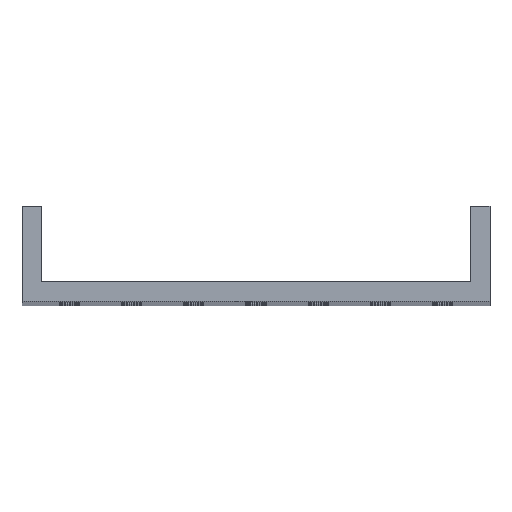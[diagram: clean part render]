
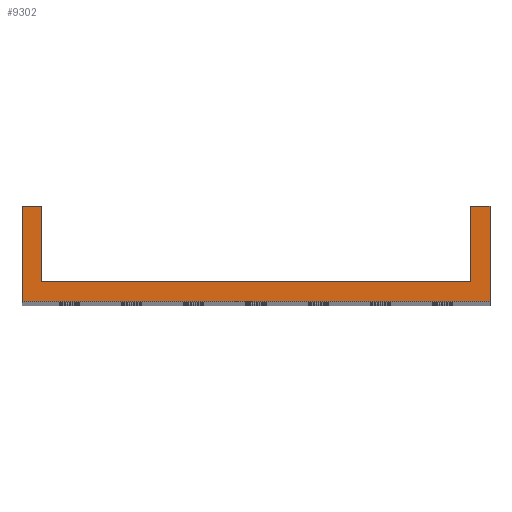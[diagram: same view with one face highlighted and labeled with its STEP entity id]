
A CAD part, top view. The second image highlights one B-rep face of the part: STEP entity #9302.
In plain terms, the highlighted planar face has unit normal (0, 0, 1).
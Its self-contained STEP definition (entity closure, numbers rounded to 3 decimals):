
#24 = VERTEX_POINT('',#25);
#25 = CARTESIAN_POINT('',(-38.15,0.,403.));
#32 = PLANE('',#33);
#33 = AXIS2_PLACEMENT_3D('',#34,#35,#36);
#34 = CARTESIAN_POINT('',(-38.15,0.,0.));
#35 = DIRECTION('',(0.,1.,0.));
#36 = DIRECTION('',(1.,0.,0.));
#44 = PLANE('',#45);
#45 = AXIS2_PLACEMENT_3D('',#46,#47,#48);
#46 = CARTESIAN_POINT('',(-38.15,15.5,0.));
#47 = DIRECTION('',(1.,0.,0.));
#48 = DIRECTION('',(0.,-1.,0.));
#56 = EDGE_CURVE('',#24,#57,#59,.T.);
#57 = VERTEX_POINT('',#58);
#58 = CARTESIAN_POINT('',(38.15,0.,403.));
#59 = SURFACE_CURVE('',#60,(#64,#71),.PCURVE_S1.);
#60 = LINE('',#61,#62);
#61 = CARTESIAN_POINT('',(-38.15,0.,403.));
#62 = VECTOR('',#63,1.);
#63 = DIRECTION('',(1.,0.,0.));
#64 = PCURVE('',#32,#65);
#65 = DEFINITIONAL_REPRESENTATION('',(#66),#70);
#66 = LINE('',#67,#68);
#67 = CARTESIAN_POINT('',(0.,-403.));
#68 = VECTOR('',#69,1.);
#69 = DIRECTION('',(1.,0.));
#70 = ( GEOMETRIC_REPRESENTATION_CONTEXT(2) 
PARAMETRIC_REPRESENTATION_CONTEXT() REPRESENTATION_CONTEXT('2D SPACE',''
  ) );
#71 = PCURVE('',#72,#77);
#72 = PLANE('',#73);
#73 = AXIS2_PLACEMENT_3D('',#74,#75,#76);
#74 = CARTESIAN_POINT('',(-38.15,0.,403.));
#75 = DIRECTION('',(0.,0.,-1.));
#76 = DIRECTION('',(-1.,0.,0.));
#77 = DEFINITIONAL_REPRESENTATION('',(#78),#82);
#78 = LINE('',#79,#80);
#79 = CARTESIAN_POINT('',(0.,0.));
#80 = VECTOR('',#81,1.);
#81 = DIRECTION('',(-1.,0.));
#82 = ( GEOMETRIC_REPRESENTATION_CONTEXT(2) 
PARAMETRIC_REPRESENTATION_CONTEXT() REPRESENTATION_CONTEXT('2D SPACE',''
  ) );
#100 = PLANE('',#101);
#101 = AXIS2_PLACEMENT_3D('',#102,#103,#104);
#102 = CARTESIAN_POINT('',(38.15,0.,0.));
#103 = DIRECTION('',(-1.,0.,0.));
#104 = DIRECTION('',(0.,1.,0.));
#7956 = VERTEX_POINT('',#7957);
#7957 = CARTESIAN_POINT('',(-38.15,15.5,403.));
#7971 = PLANE('',#7972);
#7972 = AXIS2_PLACEMENT_3D('',#7973,#7974,#7975);
#7973 = CARTESIAN_POINT('',(-35.,15.5,0.));
#7974 = DIRECTION('',(0.,-1.,0.));
#7975 = DIRECTION('',(-1.,0.,0.));
#7983 = EDGE_CURVE('',#7956,#24,#7984,.T.);
#7984 = SURFACE_CURVE('',#7985,(#7989,#7996),.PCURVE_S1.);
#7985 = LINE('',#7986,#7987);
#7986 = CARTESIAN_POINT('',(-38.15,15.5,403.));
#7987 = VECTOR('',#7988,1.);
#7988 = DIRECTION('',(0.,-1.,0.));
#7989 = PCURVE('',#44,#7990);
#7990 = DEFINITIONAL_REPRESENTATION('',(#7991),#7995);
#7991 = LINE('',#7992,#7993);
#7992 = CARTESIAN_POINT('',(0.,-403.));
#7993 = VECTOR('',#7994,1.);
#7994 = DIRECTION('',(1.,0.));
#7995 = ( GEOMETRIC_REPRESENTATION_CONTEXT(2) 
PARAMETRIC_REPRESENTATION_CONTEXT() REPRESENTATION_CONTEXT('2D SPACE',''
  ) );
#7996 = PCURVE('',#72,#7997);
#7997 = DEFINITIONAL_REPRESENTATION('',(#7998),#8002);
#7998 = LINE('',#7999,#8000);
#7999 = CARTESIAN_POINT('',(0.,15.5));
#8000 = VECTOR('',#8001,1.);
#8001 = DIRECTION('',(0.,-1.));
#8002 = ( GEOMETRIC_REPRESENTATION_CONTEXT(2) 
PARAMETRIC_REPRESENTATION_CONTEXT() REPRESENTATION_CONTEXT('2D SPACE',''
  ) );
#9185 = PLANE('',#9186);
#9186 = AXIS2_PLACEMENT_3D('',#9187,#9188,#9189);
#9187 = CARTESIAN_POINT('',(38.15,15.5,0.));
#9188 = DIRECTION('',(0.,-1.,0.));
#9189 = DIRECTION('',(-1.,0.,0.));
#9213 = PLANE('',#9214);
#9214 = AXIS2_PLACEMENT_3D('',#9215,#9216,#9217);
#9215 = CARTESIAN_POINT('',(35.,15.5,0.));
#9216 = DIRECTION('',(1.,0.,0.));
#9217 = DIRECTION('',(0.,-1.,0.));
#9241 = PLANE('',#9242);
#9242 = AXIS2_PLACEMENT_3D('',#9243,#9244,#9245);
#9243 = CARTESIAN_POINT('',(35.,3.2,0.));
#9244 = DIRECTION('',(0.,-1.,0.));
#9245 = DIRECTION('',(-1.,0.,0.));
#9269 = PLANE('',#9270);
#9270 = AXIS2_PLACEMENT_3D('',#9271,#9272,#9273);
#9271 = CARTESIAN_POINT('',(-35.,3.2,0.));
#9272 = DIRECTION('',(-1.,0.,0.));
#9273 = DIRECTION('',(0.,1.,0.));
#9302 = ADVANCED_FACE('',(#9303),#72,.F.);
#9303 = FACE_BOUND('',#9304,.T.);
#9304 = EDGE_LOOP('',(#9305,#9306,#9329,#9352,#9375,#9398,#9421,#9442));
#9305 = ORIENTED_EDGE('',*,*,#56,.T.);
#9306 = ORIENTED_EDGE('',*,*,#9307,.T.);
#9307 = EDGE_CURVE('',#57,#9308,#9310,.T.);
#9308 = VERTEX_POINT('',#9309);
#9309 = CARTESIAN_POINT('',(38.15,15.5,403.));
#9310 = SURFACE_CURVE('',#9311,(#9315,#9322),.PCURVE_S1.);
#9311 = LINE('',#9312,#9313);
#9312 = CARTESIAN_POINT('',(38.15,0.,403.));
#9313 = VECTOR('',#9314,1.);
#9314 = DIRECTION('',(0.,1.,0.));
#9315 = PCURVE('',#72,#9316);
#9316 = DEFINITIONAL_REPRESENTATION('',(#9317),#9321);
#9317 = LINE('',#9318,#9319);
#9318 = CARTESIAN_POINT('',(-76.3,0.));
#9319 = VECTOR('',#9320,1.);
#9320 = DIRECTION('',(0.,1.));
#9321 = ( GEOMETRIC_REPRESENTATION_CONTEXT(2) 
PARAMETRIC_REPRESENTATION_CONTEXT() REPRESENTATION_CONTEXT('2D SPACE',''
  ) );
#9322 = PCURVE('',#100,#9323);
#9323 = DEFINITIONAL_REPRESENTATION('',(#9324),#9328);
#9324 = LINE('',#9325,#9326);
#9325 = CARTESIAN_POINT('',(0.,-403.));
#9326 = VECTOR('',#9327,1.);
#9327 = DIRECTION('',(1.,0.));
#9328 = ( GEOMETRIC_REPRESENTATION_CONTEXT(2) 
PARAMETRIC_REPRESENTATION_CONTEXT() REPRESENTATION_CONTEXT('2D SPACE',''
  ) );
#9329 = ORIENTED_EDGE('',*,*,#9330,.T.);
#9330 = EDGE_CURVE('',#9308,#9331,#9333,.T.);
#9331 = VERTEX_POINT('',#9332);
#9332 = CARTESIAN_POINT('',(35.,15.5,403.));
#9333 = SURFACE_CURVE('',#9334,(#9338,#9345),.PCURVE_S1.);
#9334 = LINE('',#9335,#9336);
#9335 = CARTESIAN_POINT('',(38.15,15.5,403.));
#9336 = VECTOR('',#9337,1.);
#9337 = DIRECTION('',(-1.,0.,0.));
#9338 = PCURVE('',#72,#9339);
#9339 = DEFINITIONAL_REPRESENTATION('',(#9340),#9344);
#9340 = LINE('',#9341,#9342);
#9341 = CARTESIAN_POINT('',(-76.3,15.5));
#9342 = VECTOR('',#9343,1.);
#9343 = DIRECTION('',(1.,0.));
#9344 = ( GEOMETRIC_REPRESENTATION_CONTEXT(2) 
PARAMETRIC_REPRESENTATION_CONTEXT() REPRESENTATION_CONTEXT('2D SPACE',''
  ) );
#9345 = PCURVE('',#9185,#9346);
#9346 = DEFINITIONAL_REPRESENTATION('',(#9347),#9351);
#9347 = LINE('',#9348,#9349);
#9348 = CARTESIAN_POINT('',(0.,-403.));
#9349 = VECTOR('',#9350,1.);
#9350 = DIRECTION('',(1.,0.));
#9351 = ( GEOMETRIC_REPRESENTATION_CONTEXT(2) 
PARAMETRIC_REPRESENTATION_CONTEXT() REPRESENTATION_CONTEXT('2D SPACE',''
  ) );
#9352 = ORIENTED_EDGE('',*,*,#9353,.T.);
#9353 = EDGE_CURVE('',#9331,#9354,#9356,.T.);
#9354 = VERTEX_POINT('',#9355);
#9355 = CARTESIAN_POINT('',(35.,3.2,403.));
#9356 = SURFACE_CURVE('',#9357,(#9361,#9368),.PCURVE_S1.);
#9357 = LINE('',#9358,#9359);
#9358 = CARTESIAN_POINT('',(35.,15.5,403.));
#9359 = VECTOR('',#9360,1.);
#9360 = DIRECTION('',(0.,-1.,0.));
#9361 = PCURVE('',#72,#9362);
#9362 = DEFINITIONAL_REPRESENTATION('',(#9363),#9367);
#9363 = LINE('',#9364,#9365);
#9364 = CARTESIAN_POINT('',(-73.15,15.5));
#9365 = VECTOR('',#9366,1.);
#9366 = DIRECTION('',(0.,-1.));
#9367 = ( GEOMETRIC_REPRESENTATION_CONTEXT(2) 
PARAMETRIC_REPRESENTATION_CONTEXT() REPRESENTATION_CONTEXT('2D SPACE',''
  ) );
#9368 = PCURVE('',#9213,#9369);
#9369 = DEFINITIONAL_REPRESENTATION('',(#9370),#9374);
#9370 = LINE('',#9371,#9372);
#9371 = CARTESIAN_POINT('',(0.,-403.));
#9372 = VECTOR('',#9373,1.);
#9373 = DIRECTION('',(1.,0.));
#9374 = ( GEOMETRIC_REPRESENTATION_CONTEXT(2) 
PARAMETRIC_REPRESENTATION_CONTEXT() REPRESENTATION_CONTEXT('2D SPACE',''
  ) );
#9375 = ORIENTED_EDGE('',*,*,#9376,.T.);
#9376 = EDGE_CURVE('',#9354,#9377,#9379,.T.);
#9377 = VERTEX_POINT('',#9378);
#9378 = CARTESIAN_POINT('',(-35.,3.2,403.));
#9379 = SURFACE_CURVE('',#9380,(#9384,#9391),.PCURVE_S1.);
#9380 = LINE('',#9381,#9382);
#9381 = CARTESIAN_POINT('',(35.,3.2,403.));
#9382 = VECTOR('',#9383,1.);
#9383 = DIRECTION('',(-1.,0.,0.));
#9384 = PCURVE('',#72,#9385);
#9385 = DEFINITIONAL_REPRESENTATION('',(#9386),#9390);
#9386 = LINE('',#9387,#9388);
#9387 = CARTESIAN_POINT('',(-73.15,3.2));
#9388 = VECTOR('',#9389,1.);
#9389 = DIRECTION('',(1.,0.));
#9390 = ( GEOMETRIC_REPRESENTATION_CONTEXT(2) 
PARAMETRIC_REPRESENTATION_CONTEXT() REPRESENTATION_CONTEXT('2D SPACE',''
  ) );
#9391 = PCURVE('',#9241,#9392);
#9392 = DEFINITIONAL_REPRESENTATION('',(#9393),#9397);
#9393 = LINE('',#9394,#9395);
#9394 = CARTESIAN_POINT('',(0.,-403.));
#9395 = VECTOR('',#9396,1.);
#9396 = DIRECTION('',(1.,0.));
#9397 = ( GEOMETRIC_REPRESENTATION_CONTEXT(2) 
PARAMETRIC_REPRESENTATION_CONTEXT() REPRESENTATION_CONTEXT('2D SPACE',''
  ) );
#9398 = ORIENTED_EDGE('',*,*,#9399,.T.);
#9399 = EDGE_CURVE('',#9377,#9400,#9402,.T.);
#9400 = VERTEX_POINT('',#9401);
#9401 = CARTESIAN_POINT('',(-35.,15.5,403.));
#9402 = SURFACE_CURVE('',#9403,(#9407,#9414),.PCURVE_S1.);
#9403 = LINE('',#9404,#9405);
#9404 = CARTESIAN_POINT('',(-35.,3.2,403.));
#9405 = VECTOR('',#9406,1.);
#9406 = DIRECTION('',(0.,1.,0.));
#9407 = PCURVE('',#72,#9408);
#9408 = DEFINITIONAL_REPRESENTATION('',(#9409),#9413);
#9409 = LINE('',#9410,#9411);
#9410 = CARTESIAN_POINT('',(-3.15,3.2));
#9411 = VECTOR('',#9412,1.);
#9412 = DIRECTION('',(0.,1.));
#9413 = ( GEOMETRIC_REPRESENTATION_CONTEXT(2) 
PARAMETRIC_REPRESENTATION_CONTEXT() REPRESENTATION_CONTEXT('2D SPACE',''
  ) );
#9414 = PCURVE('',#9269,#9415);
#9415 = DEFINITIONAL_REPRESENTATION('',(#9416),#9420);
#9416 = LINE('',#9417,#9418);
#9417 = CARTESIAN_POINT('',(0.,-403.));
#9418 = VECTOR('',#9419,1.);
#9419 = DIRECTION('',(1.,0.));
#9420 = ( GEOMETRIC_REPRESENTATION_CONTEXT(2) 
PARAMETRIC_REPRESENTATION_CONTEXT() REPRESENTATION_CONTEXT('2D SPACE',''
  ) );
#9421 = ORIENTED_EDGE('',*,*,#9422,.T.);
#9422 = EDGE_CURVE('',#9400,#7956,#9423,.T.);
#9423 = SURFACE_CURVE('',#9424,(#9428,#9435),.PCURVE_S1.);
#9424 = LINE('',#9425,#9426);
#9425 = CARTESIAN_POINT('',(-35.,15.5,403.));
#9426 = VECTOR('',#9427,1.);
#9427 = DIRECTION('',(-1.,0.,0.));
#9428 = PCURVE('',#72,#9429);
#9429 = DEFINITIONAL_REPRESENTATION('',(#9430),#9434);
#9430 = LINE('',#9431,#9432);
#9431 = CARTESIAN_POINT('',(-3.15,15.5));
#9432 = VECTOR('',#9433,1.);
#9433 = DIRECTION('',(1.,0.));
#9434 = ( GEOMETRIC_REPRESENTATION_CONTEXT(2) 
PARAMETRIC_REPRESENTATION_CONTEXT() REPRESENTATION_CONTEXT('2D SPACE',''
  ) );
#9435 = PCURVE('',#7971,#9436);
#9436 = DEFINITIONAL_REPRESENTATION('',(#9437),#9441);
#9437 = LINE('',#9438,#9439);
#9438 = CARTESIAN_POINT('',(0.,-403.));
#9439 = VECTOR('',#9440,1.);
#9440 = DIRECTION('',(1.,0.));
#9441 = ( GEOMETRIC_REPRESENTATION_CONTEXT(2) 
PARAMETRIC_REPRESENTATION_CONTEXT() REPRESENTATION_CONTEXT('2D SPACE',''
  ) );
#9442 = ORIENTED_EDGE('',*,*,#7983,.T.);
